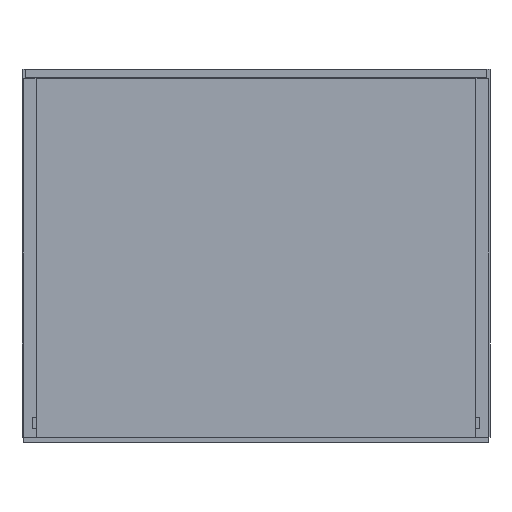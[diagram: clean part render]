
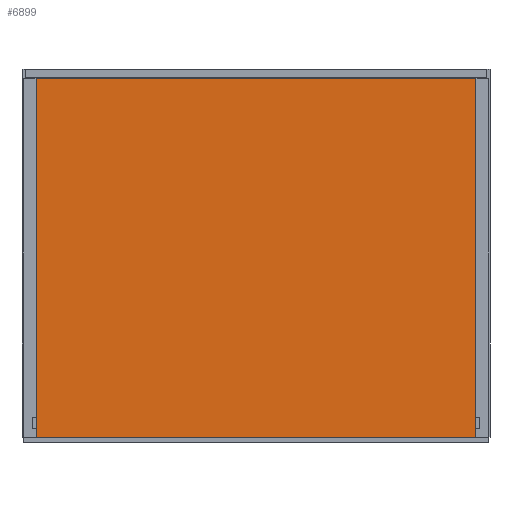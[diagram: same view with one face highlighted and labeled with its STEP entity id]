
A CAD part, front view. The second image highlights one B-rep face of the part: STEP entity #6899.
In plain terms, the highlighted planar face has unit normal (0, -1, 0).
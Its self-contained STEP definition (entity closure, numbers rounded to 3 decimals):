
#317 = DIRECTION ( 'NONE',  ( -1., 0., 0. ) ) ;
#1117 = VERTEX_POINT ( 'NONE', #15594 ) ;
#3002 = CARTESIAN_POINT ( 'NONE',  ( 679., 1., -550. ) ) ;
#3206 = EDGE_CURVE ( 'NONE', #17310, #35544, #9482, .T. ) ;
#3349 = CARTESIAN_POINT ( 'NONE',  ( 679., 1., -14. ) ) ;
#4212 = EDGE_CURVE ( 'NONE', #42501, #1117, #50913, .T. ) ;
#5049 = AXIS2_PLACEMENT_3D ( 'NONE', #32328, #50253, #9993 ) ;
#5570 = ORIENTED_EDGE ( 'NONE', *, *, #42626, .F. ) ;
#6899 = ADVANCED_FACE ( 'NONE', ( #14397 ), #22926, .F. ) ;
#9428 = CARTESIAN_POINT ( 'NONE',  ( 21., 1., -14. ) ) ;
#9482 = LINE ( 'NONE', #27409, #31435 ) ;
#9993 = DIRECTION ( 'NONE',  ( 0., 0., 1. ) ) ;
#10653 = CARTESIAN_POINT ( 'NONE',  ( 21., 1., -550. ) ) ;
#14397 = FACE_OUTER_BOUND ( 'NONE', #37790, .T. ) ;
#15594 = CARTESIAN_POINT ( 'NONE',  ( 21., 1., -14. ) ) ;
#15939 = ORIENTED_EDGE ( 'NONE', *, *, #3206, .F. ) ;
#17310 = VERTEX_POINT ( 'NONE', #3349 ) ;
#22655 = LINE ( 'NONE', #40581, #33389 ) ;
#22926 = PLANE ( 'NONE',  #5049 ) ;
#23983 = VECTOR ( 'NONE', #27353, 1000. ) ;
#27353 = DIRECTION ( 'NONE',  ( 1., 0., 0. ) ) ;
#27409 = CARTESIAN_POINT ( 'NONE',  ( 679., 1., -550. ) ) ;
#28573 = DIRECTION ( 'NONE',  ( 0., 0., 1. ) ) ;
#31435 = VECTOR ( 'NONE', #45329, 1000. ) ;
#31765 = CARTESIAN_POINT ( 'NONE',  ( 21., 1., -550. ) ) ;
#32328 = CARTESIAN_POINT ( 'NONE',  ( 0., 1., 0. ) ) ;
#33389 = VECTOR ( 'NONE', #317, 1000. ) ;
#35544 = VERTEX_POINT ( 'NONE', #3002 ) ;
#37790 = EDGE_LOOP ( 'NONE', ( #39391, #47180, #15939, #5570 ) ) ;
#39391 = ORIENTED_EDGE ( 'NONE', *, *, #4212, .F. ) ;
#40581 = CARTESIAN_POINT ( 'NONE',  ( 21., 1., -550. ) ) ;
#42365 = EDGE_CURVE ( 'NONE', #35544, #42501, #22655, .T. ) ;
#42501 = VERTEX_POINT ( 'NONE', #31765 ) ;
#42626 = EDGE_CURVE ( 'NONE', #1117, #17310, #49691, .T. ) ;
#44408 = VECTOR ( 'NONE', #28573, 1000. ) ;
#45329 = DIRECTION ( 'NONE',  ( 0., 0., -1. ) ) ;
#47180 = ORIENTED_EDGE ( 'NONE', *, *, #42365, .F. ) ;
#49691 = LINE ( 'NONE', #9428, #23983 ) ;
#50253 = DIRECTION ( 'NONE',  ( 0., 1., 0. ) ) ;
#50913 = LINE ( 'NONE', #10653, #44408 ) ;
